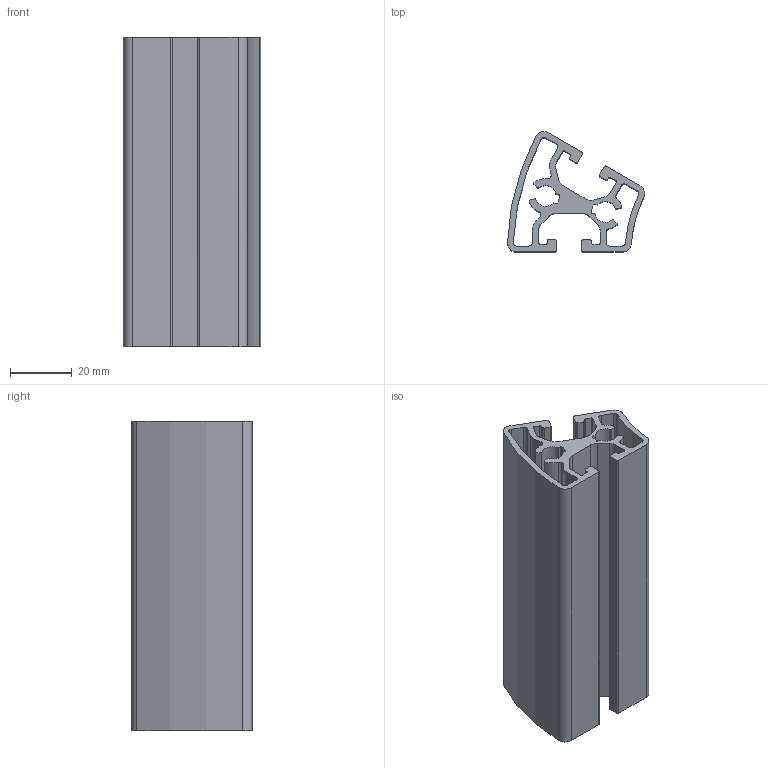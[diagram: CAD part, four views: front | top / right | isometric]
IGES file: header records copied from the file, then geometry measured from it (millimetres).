
Global section: file name: 154030; native system: Autodesk Inventor 2016; preprocessor: unknown; author: Roudná,; organization: 11; date: 20180429.170104; units: millimetre
Bounding box: 44.29 x 38.87 x 100 mm (x, y, z)
Volume: 47522.6 mm3; surface area: 41798 mm2
Topology: 1 solids, 1 shells, 126 faces, 372 edges, 248 vertices
Faces by surface type: bspline 126
